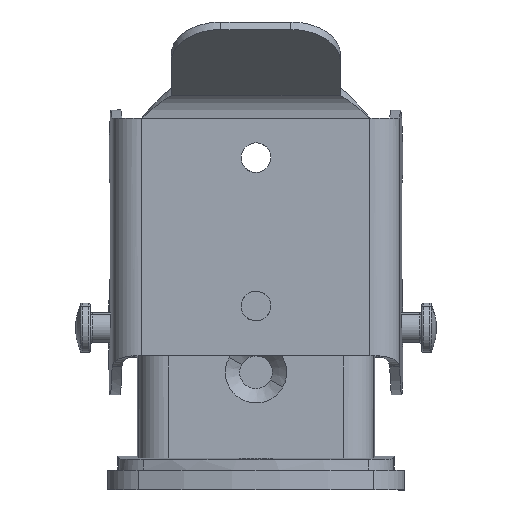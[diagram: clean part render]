
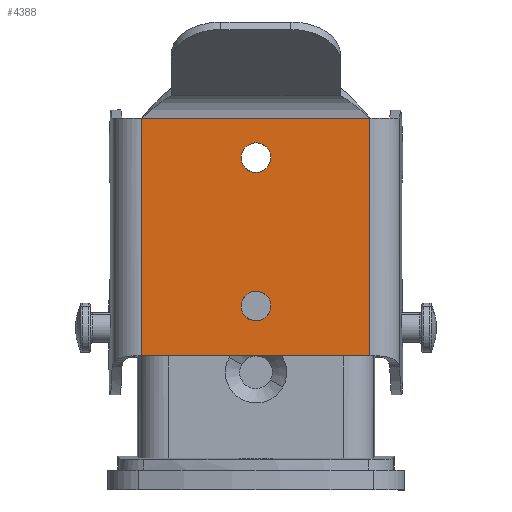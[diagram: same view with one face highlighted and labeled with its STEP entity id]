
A CAD part, front view. The second image highlights one B-rep face of the part: STEP entity #4388.
In plain terms, the highlighted planar face has unit normal (0, -1, 0).
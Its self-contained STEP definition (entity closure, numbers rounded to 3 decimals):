
#4301=AXIS2_PLACEMENT_3D('Plane Axis2P3D',#4298,#4299,#4300) ;
#4077=CARTESIAN_POINT('Vertex',(6.7,9.,13.6)) ;
#4080=CARTESIAN_POINT('Line Origine',(6.7,9.,23.995)) ;
#4084=CARTESIAN_POINT('Vertex',(6.7,9.,37.6)) ;
#4298=CARTESIAN_POINT('Axis2P3D Location',(31.739,9.,25.6)) ;
#4303=CARTESIAN_POINT('Line Origine',(24.988,9.,37.6)) ;
#4307=CARTESIAN_POINT('Vertex',(29.773,9.,37.6)) ;
#4310=CARTESIAN_POINT('Line Origine',(24.988,9.,13.6)) ;
#4314=CARTESIAN_POINT('Vertex',(29.773,9.,13.6)) ;
#4317=CARTESIAN_POINT('Line Origine',(29.773,9.,25.6)) ;
#4329=CARTESIAN_POINT('Control Point',(16.934,9.,17.881)) ;
#4330=CARTESIAN_POINT('Control Point',(17.16,9.,17.467)) ;
#4331=CARTESIAN_POINT('Control Point',(17.548,9.,17.142)) ;
#4332=CARTESIAN_POINT('Control Point',(18.053,9.,16.994)) ;
#4333=CARTESIAN_POINT('Control Point',(19.058,9.,17.121)) ;
#4334=CARTESIAN_POINT('Control Point',(19.708,9.,17.898)) ;
#4335=CARTESIAN_POINT('Control Point',(19.856,9.,18.403)) ;
#4336=CARTESIAN_POINT('Control Point',(19.792,9.,18.906)) ;
#4337=CARTESIAN_POINT('Control Point',(19.566,9.,19.319)) ;
#4338=CARTESIAN_POINT('Vertex',(16.934,9.,17.881)) ;
#4340=CARTESIAN_POINT('Vertex',(19.566,9.,19.319)) ;
#4344=CARTESIAN_POINT('Control Point',(19.566,9.,19.319)) ;
#4345=CARTESIAN_POINT('Control Point',(19.34,9.,19.733)) ;
#4346=CARTESIAN_POINT('Control Point',(18.952,9.,20.058)) ;
#4347=CARTESIAN_POINT('Control Point',(18.447,9.,20.206)) ;
#4348=CARTESIAN_POINT('Control Point',(17.442,9.,20.079)) ;
#4349=CARTESIAN_POINT('Control Point',(16.792,9.,19.302)) ;
#4350=CARTESIAN_POINT('Control Point',(16.644,9.,18.797)) ;
#4351=CARTESIAN_POINT('Control Point',(16.708,9.,18.294)) ;
#4352=CARTESIAN_POINT('Control Point',(16.934,9.,17.881)) ;
#4359=CARTESIAN_POINT('Control Point',(16.934,9.,32.881)) ;
#4360=CARTESIAN_POINT('Control Point',(17.16,9.,32.467)) ;
#4361=CARTESIAN_POINT('Control Point',(17.548,9.,32.142)) ;
#4362=CARTESIAN_POINT('Control Point',(18.053,9.,31.994)) ;
#4363=CARTESIAN_POINT('Control Point',(19.058,9.,32.121)) ;
#4364=CARTESIAN_POINT('Control Point',(19.708,9.,32.898)) ;
#4365=CARTESIAN_POINT('Control Point',(19.856,9.,33.403)) ;
#4366=CARTESIAN_POINT('Control Point',(19.792,9.,33.906)) ;
#4367=CARTESIAN_POINT('Control Point',(19.566,9.,34.319)) ;
#4368=CARTESIAN_POINT('Vertex',(16.934,9.,32.881)) ;
#4370=CARTESIAN_POINT('Vertex',(19.566,9.,34.319)) ;
#4374=CARTESIAN_POINT('Control Point',(19.566,9.,34.319)) ;
#4375=CARTESIAN_POINT('Control Point',(19.34,9.,34.733)) ;
#4376=CARTESIAN_POINT('Control Point',(18.952,9.,35.058)) ;
#4377=CARTESIAN_POINT('Control Point',(18.447,9.,35.206)) ;
#4378=CARTESIAN_POINT('Control Point',(17.442,9.,35.079)) ;
#4379=CARTESIAN_POINT('Control Point',(16.792,9.,34.302)) ;
#4380=CARTESIAN_POINT('Control Point',(16.644,9.,33.797)) ;
#4381=CARTESIAN_POINT('Control Point',(16.708,9.,33.294)) ;
#4382=CARTESIAN_POINT('Control Point',(16.934,9.,32.881)) ;
#4081=DIRECTION('Vector Direction',(0.,0.,-1.)) ;
#4299=DIRECTION('Axis2P3D Direction',(0.,-1.,0.)) ;
#4300=DIRECTION('Axis2P3D XDirection',(0.,0.,1.)) ;
#4304=DIRECTION('Vector Direction',(-1.,0.,0.)) ;
#4311=DIRECTION('Vector Direction',(-1.,0.,0.)) ;
#4318=DIRECTION('Vector Direction',(0.,0.,1.)) ;
#4082=VECTOR('Line Direction',#4081,1.) ;
#4305=VECTOR('Line Direction',#4304,1.) ;
#4312=VECTOR('Line Direction',#4311,1.) ;
#4319=VECTOR('Line Direction',#4318,1.) ;
#4323=ORIENTED_EDGE('',*,*,#4309,.F.) ;
#4324=ORIENTED_EDGE('',*,*,#4086,.F.) ;
#4325=ORIENTED_EDGE('',*,*,#4316,.T.) ;
#4326=ORIENTED_EDGE('',*,*,#4321,.T.) ;
#4355=ORIENTED_EDGE('',*,*,#4342,.F.) ;
#4356=ORIENTED_EDGE('',*,*,#4353,.F.) ;
#4385=ORIENTED_EDGE('',*,*,#4372,.F.) ;
#4386=ORIENTED_EDGE('',*,*,#4383,.F.) ;
#4357=FACE_BOUND('',#4354,.T.) ;
#4387=FACE_BOUND('',#4384,.T.) ;
#4388=ADVANCED_FACE('Hauptk\X2\00F6\X0\rper',(#4327,#4357,#4387),#4302,.T.) ;
#4328=B_SPLINE_CURVE_WITH_KNOTS('',5,(#4329,#4330,#4331,#4332,#4333,#4334,#4335,#4336,#4337),.UNSPECIFIED.,.F.,.U.,(6,3,6),(3.106,5.462,7.819),.UNSPECIFIED.) ;
#4343=B_SPLINE_CURVE_WITH_KNOTS('',5,(#4344,#4345,#4346,#4347,#4348,#4349,#4350,#4351,#4352),.UNSPECIFIED.,.F.,.U.,(6,3,6),(7.819,10.175,12.531),.UNSPECIFIED.) ;
#4358=B_SPLINE_CURVE_WITH_KNOTS('',5,(#4359,#4360,#4361,#4362,#4363,#4364,#4365,#4366,#4367),.UNSPECIFIED.,.F.,.U.,(6,3,6),(3.106,5.462,7.819),.UNSPECIFIED.) ;
#4373=B_SPLINE_CURVE_WITH_KNOTS('',5,(#4374,#4375,#4376,#4377,#4378,#4379,#4380,#4381,#4382),.UNSPECIFIED.,.F.,.U.,(6,3,6),(7.819,10.175,12.531),.UNSPECIFIED.) ;
#4086=EDGE_CURVE('',#4078,#4085,#4083,.F.) ;
#4309=EDGE_CURVE('',#4085,#4308,#4306,.F.) ;
#4316=EDGE_CURVE('',#4078,#4315,#4313,.F.) ;
#4321=EDGE_CURVE('',#4315,#4308,#4320,.T.) ;
#4342=EDGE_CURVE('',#4339,#4341,#4328,.T.) ;
#4353=EDGE_CURVE('',#4341,#4339,#4343,.T.) ;
#4372=EDGE_CURVE('',#4369,#4371,#4358,.T.) ;
#4383=EDGE_CURVE('',#4371,#4369,#4373,.T.) ;
#4322=EDGE_LOOP('',(#4323,#4324,#4325,#4326)) ;
#4354=EDGE_LOOP('',(#4355,#4356)) ;
#4384=EDGE_LOOP('',(#4385,#4386)) ;
#4327=FACE_OUTER_BOUND('',#4322,.T.) ;
#4083=LINE('Line',#4080,#4082) ;
#4306=LINE('Line',#4303,#4305) ;
#4313=LINE('Line',#4310,#4312) ;
#4320=LINE('Line',#4317,#4319) ;
#4302=PLANE('',#4301) ;
#4078=VERTEX_POINT('',#4077) ;
#4085=VERTEX_POINT('',#4084) ;
#4308=VERTEX_POINT('',#4307) ;
#4315=VERTEX_POINT('',#4314) ;
#4339=VERTEX_POINT('',#4338) ;
#4341=VERTEX_POINT('',#4340) ;
#4369=VERTEX_POINT('',#4368) ;
#4371=VERTEX_POINT('',#4370) ;
